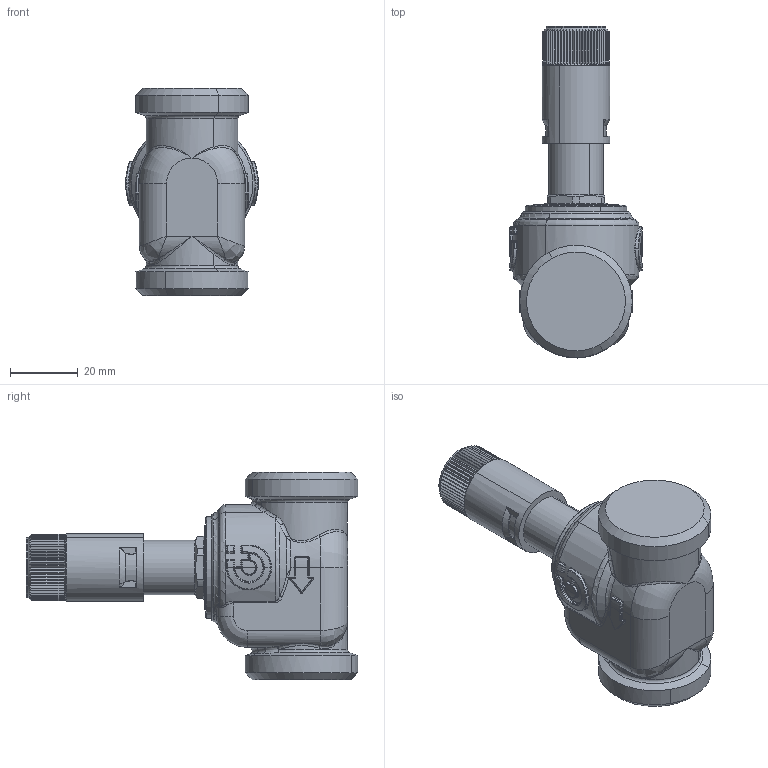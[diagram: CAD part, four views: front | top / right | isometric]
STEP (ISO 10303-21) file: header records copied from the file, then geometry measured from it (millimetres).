
FILE_DESCRIPTION(('CATIA V5 STEP Exchange'),'2;1');
FILE_NAME('STEP_519006_-_TST.stp','2018-10-24T14:30:22+00:00',('none'),('none'),'CATIA Version 5-6 Release 2016 SP4','CATIA V5 STEP AP203','none');
FILE_SCHEMA(('CONFIG_CONTROL_DESIGN'));
Length unit declared in the file: millimetre
Products named in the file (1): 519006 - TST
Bounding box: 39 x 97.65 x 61 mm (x, y, z)
Volume: 78120.7 mm3; surface area: 13711.2 mm2
Topology: 1 solids, 2 shells, 828 faces, 1977 edges, 1094 vertices
Faces by surface type: cylinder 240, plane 203, bspline 147, cone 88, torus 77, sphere 51, extrusion 18, revolution 4
Entity records: 32691 total; most frequent: CARTESIAN_POINT 17023, ORIENTED_EDGE 3814, DIRECTION 2099, EDGE_CURVE 1907, VERTEX_POINT 1094, AXIS2_PLACEMENT_3D 1080, EDGE_LOOP 841, ADVANCED_FACE 828
